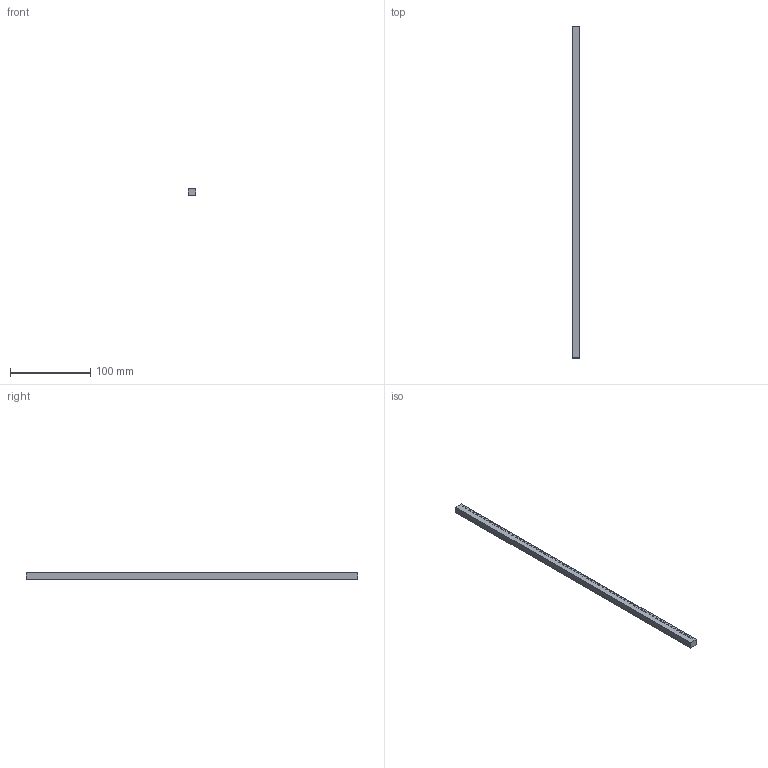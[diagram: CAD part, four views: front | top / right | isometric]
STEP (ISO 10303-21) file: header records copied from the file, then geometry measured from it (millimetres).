
FILE_DESCRIPTION(/* description */ ('Unknown'),/* implementation_level */ '2;1');
FILE_NAME(/* name */ '3851280_maxSized',/* time_stamp */ '2019-12-02T17:05:39+08:00',/* author */ ('Unknown'),/* organization */ ('Unknown'),/* preprocessor_version */ 'ST-DEVELOPER v16.7',/* originating_system */ 'DEX',/* authorisation */ $);
FILE_SCHEMA (('AUTOMOTIVE_DESIGN {1 0 10303 214 3 1 1}'));
Products named in the file (3): 3851280_maxSized; maxSized; 3851280_406,4mm
Assembly tree (2 placements, depth 2):
  3851280_maxSized
    maxSized
    3851280_406,4mm
Bounding box: 9.9 x 414.4 x 8.2 mm (x, y, z)
Surface area: 38287.2 mm2
Topology: 2 solids, 2 shells, 2474 faces, 6929 edges, 4459 vertices
Faces by surface type: plane 1162, cylinder 1056, bspline 256
Full cylindrical faces by diameter (mm): 2 x31
Entity records: 85953 total; most frequent: CARTESIAN_POINT 23692, ORIENTED_EDGE 13734, DIRECTION 12077, EDGE_CURVE 6867, VERTEX_POINT 4428, AXIS2_PLACEMENT_3D 4077, LINE 3923, VECTOR 3923
